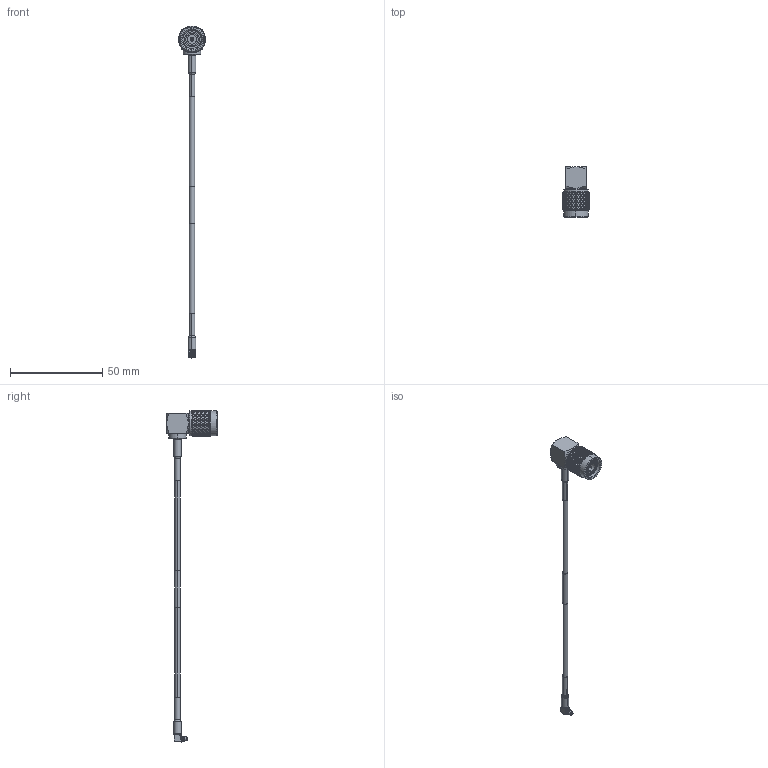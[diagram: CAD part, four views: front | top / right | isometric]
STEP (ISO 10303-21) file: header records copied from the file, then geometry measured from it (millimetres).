
FILE_DESCRIPTION (( 'STEP AP214' ), '1' );
FILE_NAME ('FMC00492_3D.step', '2023-02-06T15:59:58', ( '' ), ( '' ), 'SwSTEP 2.0', 'SolidWorks 2022', '' );
FILE_SCHEMA (( 'AUTOMOTIVE_DESIGN' ));
Length unit declared in the file: inch
Products named in the file (5): Part5^FMC00492; Copy of PE4455 ¦ FMCN1150^FMC00492; FMC00492_3D; Copy of LMR-100A-PVC^FMC00492; Copy of SC9535^FMC00492
Assembly tree (4 placements, depth 2):
  FMC00492_3D
    Copy of PE4455 ¦ FMCN1150^FMC00492
    Copy of SC9535^FMC00492
    Copy of LMR-100A-PVC^FMC00492
    Part5^FMC00492
Bounding box: 14.5 x 27.3 x 179.92 mm (x, y, z)
Volume: 4558.4 mm3; surface area: 5508.7 mm2
Topology: 7 solids, 7 shells, 2761 faces, 5831 edges, 3107 vertices
Faces by surface type: bspline 2010, cylinder 615, plane 76, cone 56, torus 4
Entity records: 104910 total; most frequent: CARTESIAN_POINT 68183, ORIENTED_EDGE 11658, EDGE_CURVE 5829, VERTEX_POINT 3107, EDGE_LOOP 2792, FACE_OUTER_BOUND 2761, ADVANCED_FACE 2761, DIRECTION 2478
